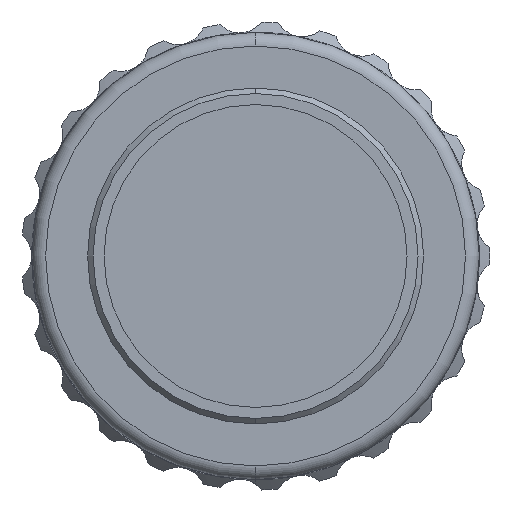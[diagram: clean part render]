
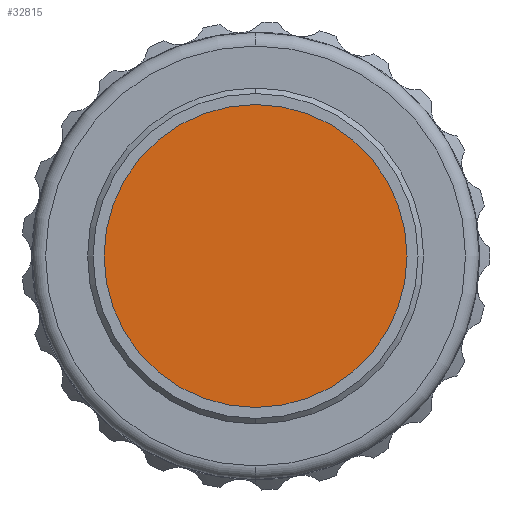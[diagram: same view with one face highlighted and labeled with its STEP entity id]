
A CAD part, left-side view. The second image highlights one B-rep face of the part: STEP entity #32815.
In plain terms, the highlighted planar face has unit normal (-1, 0, 0).
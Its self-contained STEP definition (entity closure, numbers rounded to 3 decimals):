
#1084 = AXIS2_PLACEMENT_3D ( 'NONE', #5589, #18377, #50894 ) ;
#1290 = ORIENTED_EDGE ( 'NONE', *, *, #31099, .T. ) ;
#2565 = CARTESIAN_POINT ( 'NONE',  ( 1., 0., 0. ) ) ;
#2570 = CARTESIAN_POINT ( 'NONE',  ( 1., 0., 0. ) ) ;
#5589 = CARTESIAN_POINT ( 'NONE',  ( 1., 0., 0. ) ) ;
#7570 = CARTESIAN_POINT ( 'NONE',  ( 1., 0., 11. ) ) ;
#9870 = FACE_OUTER_BOUND ( 'NONE', #31509, .T. ) ;
#12433 = CARTESIAN_POINT ( 'NONE',  ( 1., 0., -11. ) ) ;
#14491 = EDGE_CURVE ( 'NONE', #49338, #17893, #25523, .T. ) ;
#17893 = VERTEX_POINT ( 'NONE', #7570 ) ;
#18377 = DIRECTION ( 'NONE',  ( -1., 0., 0. ) ) ;
#20481 = AXIS2_PLACEMENT_3D ( 'NONE', #2570, #35089, #49873 ) ;
#25523 = CIRCLE ( 'NONE', #20481, 11. ) ;
#29105 = ORIENTED_EDGE ( 'NONE', *, *, #14491, .T. ) ;
#30874 = PLANE ( 'NONE',  #1084 ) ;
#31099 = EDGE_CURVE ( 'NONE', #17893, #49338, #46198, .T. ) ;
#31509 = EDGE_LOOP ( 'NONE', ( #1290, #29105 ) ) ;
#32136 = DIRECTION ( 'NONE',  ( 0., 0., 1. ) ) ;
#32815 = ADVANCED_FACE ( 'NONE', ( #9870 ), #30874, .T. ) ;
#35089 = DIRECTION ( 'NONE',  ( -1., 0., 0. ) ) ;
#35970 = AXIS2_PLACEMENT_3D ( 'NONE', #2565, #39359, #32136 ) ;
#39359 = DIRECTION ( 'NONE',  ( -1., 0., 0. ) ) ;
#46198 = CIRCLE ( 'NONE', #35970, 11. ) ;
#49338 = VERTEX_POINT ( 'NONE', #12433 ) ;
#49873 = DIRECTION ( 'NONE',  ( 0., 0., 1. ) ) ;
#50894 = DIRECTION ( 'NONE',  ( 0., 0., 1. ) ) ;
